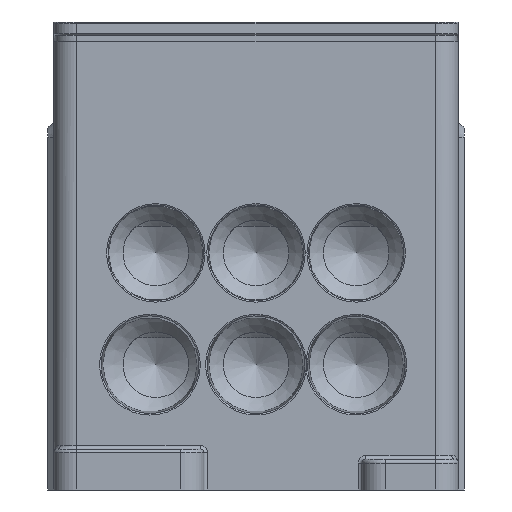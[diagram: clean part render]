
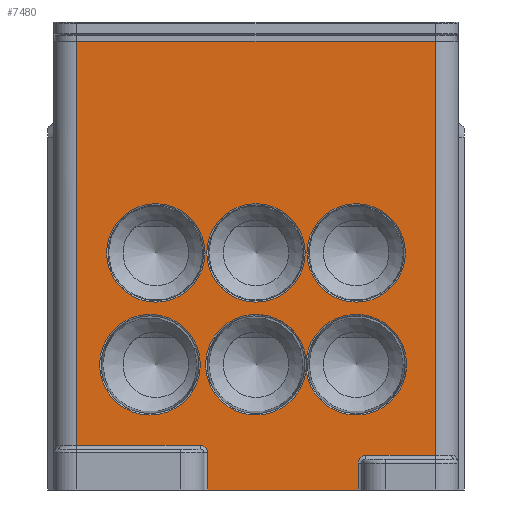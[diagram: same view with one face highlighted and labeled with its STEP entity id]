
A CAD part, front view. The second image highlights one B-rep face of the part: STEP entity #7480.
In plain terms, the highlighted planar face has unit normal (0, -1, 0).
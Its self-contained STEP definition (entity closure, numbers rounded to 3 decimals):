
#147=FACE_BOUND('',#2194,.T.);
#148=FACE_BOUND('',#2195,.T.);
#149=FACE_BOUND('',#2196,.T.);
#150=FACE_BOUND('',#2197,.T.);
#151=FACE_BOUND('',#2198,.T.);
#320=PLANE('',#7989);
#576=LINE('',#10995,#1095);
#577=LINE('',#10997,#1096);
#578=LINE('',#11001,#1097);
#579=LINE('',#11003,#1098);
#580=LINE('',#11005,#1099);
#581=LINE('',#11009,#1100);
#582=LINE('',#11011,#1101);
#1095=VECTOR('',#8852,52.4);
#1096=VECTOR('',#8853,16.);
#1097=VECTOR('',#8856,4.8);
#1098=VECTOR('',#8857,19.5);
#1099=VECTOR('',#8858,3.5);
#1100=VECTOR('',#8861,9.);
#1101=VECTOR('',#8862,53.7);
#1717=FACE_OUTER_BOUND('',#2193,.T.);
#2193=EDGE_LOOP('',(#5035,#5036,#5037,#5038,#5039,#5040,#5041,#5042,#5043,
#5044));
#2194=EDGE_LOOP('',(#5045));
#2195=EDGE_LOOP('',(#5046,#5047));
#2196=EDGE_LOOP('',(#5048));
#2197=EDGE_LOOP('',(#5049));
#2198=EDGE_LOOP('',(#5050));
#2756=CIRCLE('',#7987,6.534);
#2757=CIRCLE('',#7990,1.);
#2758=CIRCLE('',#7991,1.);
#2759=CIRCLE('',#7992,6.386);
#2760=CIRCLE('',#7993,6.534);
#2761=CIRCLE('',#7994,6.534);
#2762=CIRCLE('',#7995,6.386);
#2763=CIRCLE('',#7996,6.386);
#3035=B_SPLINE_CURVE_WITH_KNOTS('',3,(#11012,#11013,#11014,#11015,#11016,
#11017),.UNSPECIFIED.,.F.,.F.,(4,2,4),(0.,2.325,4.65),.UNSPECIFIED.);
#3222=VERTEX_POINT('',#10954);
#3224=VERTEX_POINT('',#10993);
#3225=VERTEX_POINT('',#10994);
#3226=VERTEX_POINT('',#10996);
#3227=VERTEX_POINT('',#10998);
#3228=VERTEX_POINT('',#11000);
#3229=VERTEX_POINT('',#11002);
#3230=VERTEX_POINT('',#11004);
#3231=VERTEX_POINT('',#11006);
#3232=VERTEX_POINT('',#11008);
#3233=VERTEX_POINT('',#11010);
#3234=VERTEX_POINT('',#11018);
#3235=VERTEX_POINT('',#11020);
#3236=VERTEX_POINT('',#11021);
#3237=VERTEX_POINT('',#11024);
#3238=VERTEX_POINT('',#11026);
#3936=EDGE_CURVE('',#3222,#3222,#2756,.T.);
#3938=EDGE_CURVE('',#3224,#3225,#576,.T.);
#3939=EDGE_CURVE('',#3226,#3224,#577,.T.);
#3940=EDGE_CURVE('',#3227,#3226,#2757,.T.);
#3941=EDGE_CURVE('',#3228,#3227,#578,.T.);
#3942=EDGE_CURVE('',#3228,#3229,#579,.T.);
#3943=EDGE_CURVE('',#3230,#3229,#580,.T.);
#3944=EDGE_CURVE('',#3231,#3230,#2758,.T.);
#3945=EDGE_CURVE('',#3232,#3231,#581,.T.);
#3946=EDGE_CURVE('',#3233,#3232,#582,.T.);
#3947=EDGE_CURVE('',#3233,#3225,#3035,.T.);
#3948=EDGE_CURVE('',#3234,#3234,#2759,.T.);
#3949=EDGE_CURVE('',#3235,#3236,#2760,.T.);
#3950=EDGE_CURVE('',#3236,#3235,#2761,.T.);
#3951=EDGE_CURVE('',#3237,#3237,#2762,.T.);
#3952=EDGE_CURVE('',#3238,#3238,#2763,.T.);
#5035=ORIENTED_EDGE('',*,*,#3938,.F.);
#5036=ORIENTED_EDGE('',*,*,#3939,.F.);
#5037=ORIENTED_EDGE('',*,*,#3940,.F.);
#5038=ORIENTED_EDGE('',*,*,#3941,.F.);
#5039=ORIENTED_EDGE('',*,*,#3942,.T.);
#5040=ORIENTED_EDGE('',*,*,#3943,.F.);
#5041=ORIENTED_EDGE('',*,*,#3944,.F.);
#5042=ORIENTED_EDGE('',*,*,#3945,.F.);
#5043=ORIENTED_EDGE('',*,*,#3946,.F.);
#5044=ORIENTED_EDGE('',*,*,#3947,.T.);
#5045=ORIENTED_EDGE('',*,*,#3948,.F.);
#5046=ORIENTED_EDGE('',*,*,#3949,.F.);
#5047=ORIENTED_EDGE('',*,*,#3950,.F.);
#5048=ORIENTED_EDGE('',*,*,#3951,.F.);
#5049=ORIENTED_EDGE('',*,*,#3952,.F.);
#5050=ORIENTED_EDGE('',*,*,#3936,.F.);
#7480=ADVANCED_FACE('',(#1717,#147,#148,#149,#150,#151),#320,.T.);
#7987=AXIS2_PLACEMENT_3D('',#10955,#8846,#8847);
#7989=AXIS2_PLACEMENT_3D('',#10992,#8850,#8851);
#7990=AXIS2_PLACEMENT_3D('',#10999,#8854,#8855);
#7991=AXIS2_PLACEMENT_3D('',#11007,#8859,#8860);
#7992=AXIS2_PLACEMENT_3D('',#11019,#8863,#8864);
#7993=AXIS2_PLACEMENT_3D('',#11022,#8865,#8866);
#7994=AXIS2_PLACEMENT_3D('',#11023,#8867,#8868);
#7995=AXIS2_PLACEMENT_3D('',#11025,#8869,#8870);
#7996=AXIS2_PLACEMENT_3D('',#11027,#8871,#8872);
#8846=DIRECTION('center_axis',(0.,-1.,0.));
#8847=DIRECTION('ref_axis',(1.,0.,0.));
#8850=DIRECTION('center_axis',(0.,-1.,0.));
#8851=DIRECTION('ref_axis',(1.,0.,0.));
#8852=DIRECTION('',(0.,0.,1.));
#8853=DIRECTION('',(-1.,0.,0.));
#8854=DIRECTION('center_axis',(0.,-1.,0.));
#8855=DIRECTION('ref_axis',(0.707,0.,0.707));
#8856=DIRECTION('',(0.,0.,1.));
#8857=DIRECTION('',(1.,0.,0.));
#8858=DIRECTION('',(0.,0.,-1.));
#8859=DIRECTION('center_axis',(0.,-1.,0.));
#8860=DIRECTION('ref_axis',(-0.707,0.,0.707));
#8861=DIRECTION('',(-1.,0.,0.));
#8862=DIRECTION('',(0.,0.,-1.));
#8863=DIRECTION('center_axis',(0.,-1.,0.));
#8864=DIRECTION('ref_axis',(1.,0.,0.));
#8865=DIRECTION('center_axis',(0.,-1.,0.));
#8866=DIRECTION('ref_axis',(1.,0.,0.));
#8867=DIRECTION('center_axis',(0.,-1.,0.));
#8868=DIRECTION('ref_axis',(1.,0.,0.));
#8869=DIRECTION('center_axis',(0.,-1.,0.));
#8870=DIRECTION('ref_axis',(1.,0.,0.));
#8871=DIRECTION('center_axis',(0.,-1.,0.));
#8872=DIRECTION('ref_axis',(1.,0.,0.));
#10954=CARTESIAN_POINT('',(5.966,0.,16.25));
#10955=CARTESIAN_POINT('Origin',(12.5,0.,16.25));
#10992=CARTESIAN_POINT('Origin',(0.,0.,0.));
#10993=CARTESIAN_POINT('',(3.,0.,5.8));
#10994=CARTESIAN_POINT('',(3.,0.,58.2));
#10995=CARTESIAN_POINT('',(3.,0.,0.));
#10996=CARTESIAN_POINT('',(19.,0.,5.8));
#10997=CARTESIAN_POINT('',(0.,0.,5.8));
#10998=CARTESIAN_POINT('',(20.,0.,4.8));
#10999=CARTESIAN_POINT('Origin',(19.,0.,4.8));
#11000=CARTESIAN_POINT('',(20.,0.,0.));
#11001=CARTESIAN_POINT('',(20.,0.,1.325));
#11002=CARTESIAN_POINT('',(39.5,0.,0.));
#11003=CARTESIAN_POINT('',(0.,0.,0.));
#11004=CARTESIAN_POINT('',(39.5,0.,3.5));
#11005=CARTESIAN_POINT('',(39.5,0.,0.));
#11006=CARTESIAN_POINT('',(40.5,0.,4.5));
#11007=CARTESIAN_POINT('Origin',(40.5,0.,3.5));
#11008=CARTESIAN_POINT('',(49.5,0.,4.5));
#11009=CARTESIAN_POINT('',(23.125,0.,4.5));
#11010=CARTESIAN_POINT('',(49.5,0.,58.2));
#11011=CARTESIAN_POINT('',(49.5,0.,0.));
#11012=CARTESIAN_POINT('Ctrl Pts',(49.5,0.,58.2));
#11013=CARTESIAN_POINT('Ctrl Pts',(41.75,0.,58.2));
#11014=CARTESIAN_POINT('Ctrl Pts',(34.,0.,58.2));
#11015=CARTESIAN_POINT('Ctrl Pts',(18.5,0.,58.2));
#11016=CARTESIAN_POINT('Ctrl Pts',(10.75,0.,58.2));
#11017=CARTESIAN_POINT('Ctrl Pts',(3.,0.,58.2));
#11018=CARTESIAN_POINT('',(19.864,0.,30.75));
#11019=CARTESIAN_POINT('Origin',(26.25,0.,30.75));
#11020=CARTESIAN_POINT('',(32.75,0.,15.585));
#11021=CARTESIAN_POINT('',(32.75,0.,16.915));
#11022=CARTESIAN_POINT('Origin',(39.25,0.,16.25));
#11023=CARTESIAN_POINT('Origin',(26.25,0.,16.25));
#11024=CARTESIAN_POINT('',(32.864,0.,30.75));
#11025=CARTESIAN_POINT('Origin',(39.25,0.,30.75));
#11026=CARTESIAN_POINT('',(6.864,0.,30.75));
#11027=CARTESIAN_POINT('Origin',(13.25,0.,30.75));
